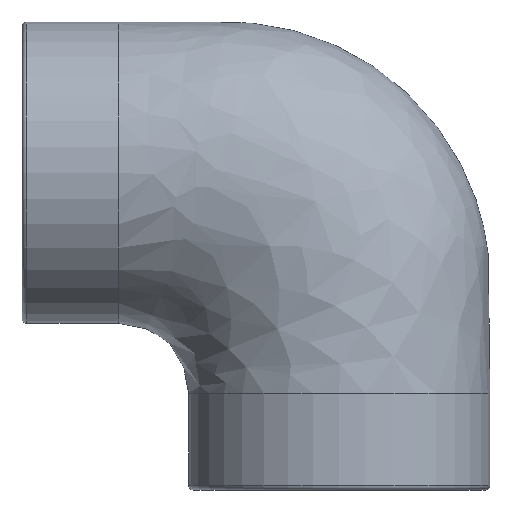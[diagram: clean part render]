
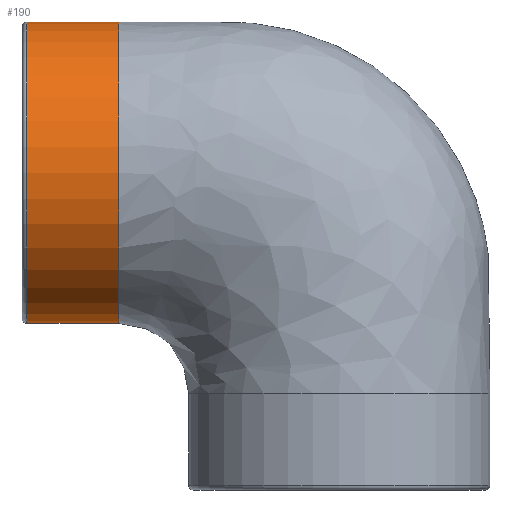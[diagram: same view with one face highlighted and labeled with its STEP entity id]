
A CAD part, left-side view. The second image highlights one B-rep face of the part: STEP entity #190.
In plain terms, the highlighted cylindrical face has radius 16 mm (diameter 32 mm), a full revolution.
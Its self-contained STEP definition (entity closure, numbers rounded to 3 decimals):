
#28=CYLINDRICAL_SURFACE($,#214,16.);
#36=FACE_BOUND($,#63,.T.);
#48=FACE_OUTER_BOUND($,#62,.T.);
#62=EDGE_LOOP($,(#148,#149,#150));
#63=EDGE_LOOP($,(#151));
#84=CIRCLE($,#213,16.);
#85=CIRCLE($,#215,16.);
#86=CIRCLE($,#216,16.);
#87=CIRCLE($,#217,16.);
#102=VERTEX_POINT($,#309);
#103=VERTEX_POINT($,#312);
#104=VERTEX_POINT($,#313);
#105=VERTEX_POINT($,#315);
#122=EDGE_CURVE($,#102,#102,#84,.T.);
#123=EDGE_CURVE($,#103,#104,#85,.T.);
#124=EDGE_CURVE($,#104,#105,#86,.T.);
#125=EDGE_CURVE($,#105,#103,#87,.T.);
#148=ORIENTED_EDGE($,*,*,#123,.T.);
#149=ORIENTED_EDGE($,*,*,#124,.T.);
#150=ORIENTED_EDGE($,*,*,#125,.T.);
#151=ORIENTED_EDGE($,*,*,#122,.F.);
#190=ADVANCED_FACE($,(#48,#36),#28,.T.);
#213=AXIS2_PLACEMENT_3D($,#310,#254,#255);
#214=AXIS2_PLACEMENT_3D($,#311,#256,#257);
#215=AXIS2_PLACEMENT_3D($,#314,#258,#259);
#216=AXIS2_PLACEMENT_3D($,#316,#260,#261);
#217=AXIS2_PLACEMENT_3D($,#317,#262,#263);
#254=DIRECTION('center_axis',(0.,1.,0.));
#255=DIRECTION('ref_axis',(-1.,0.,0.));
#256=DIRECTION('center_axis',(0.,1.,0.));
#257=DIRECTION('ref_axis',(-1.,0.,0.));
#258=DIRECTION('center_axis',(0.,1.,0.));
#259=DIRECTION('ref_axis',(-1.,0.,0.));
#260=DIRECTION('center_axis',(0.,1.,0.));
#261=DIRECTION('ref_axis',(-1.,0.,0.));
#262=DIRECTION('center_axis',(0.,1.,0.));
#263=DIRECTION('ref_axis',(-1.,0.,0.));
#309=CARTESIAN_POINT('',(16.,33.2,33.7));
#310=CARTESIAN_POINT('Origin',(0.,33.2,33.7));
#311=CARTESIAN_POINT('Origin',(0.,33.7,33.7));
#312=CARTESIAN_POINT('',(16.,23.45,33.7));
#313=CARTESIAN_POINT('',(-16.,23.45,33.7));
#314=CARTESIAN_POINT('Origin',(0.,23.45,33.7));
#315=CARTESIAN_POINT('',(0.,23.45,49.7));
#316=CARTESIAN_POINT('Origin',(0.,23.45,33.7));
#317=CARTESIAN_POINT('Origin',(0.,23.45,33.7));
